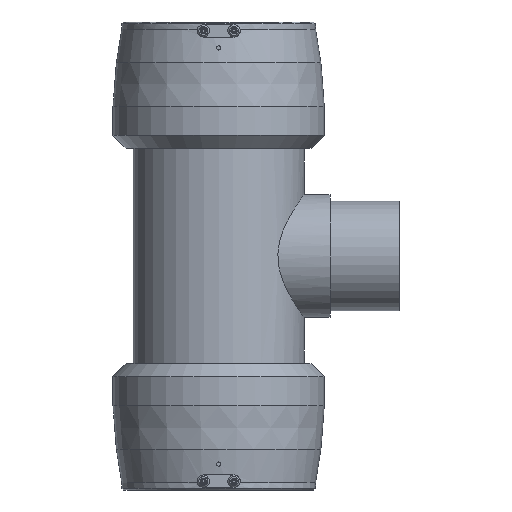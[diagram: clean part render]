
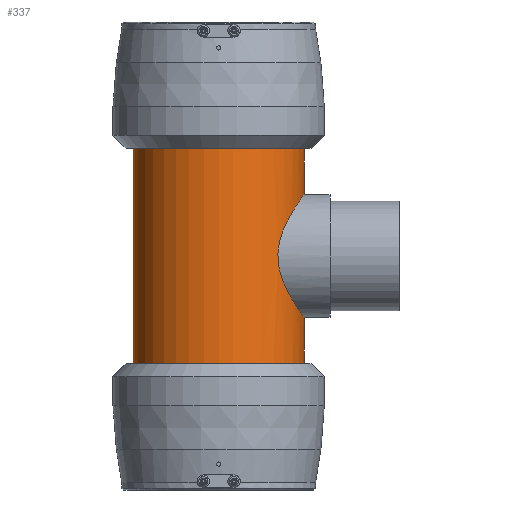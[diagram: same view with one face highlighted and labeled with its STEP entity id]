
A CAD part, front view. The second image highlights one B-rep face of the part: STEP entity #337.
In plain terms, the highlighted cylindrical face has radius 125 mm (diameter 250 mm), a partial arc.
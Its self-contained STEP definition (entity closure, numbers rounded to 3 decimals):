
#337=ADVANCED_FACE('',(#726),#727,.T.);
#726=FACE_OUTER_BOUND('',#1166,.T.);
#727=CYLINDRICAL_SURFACE('',#1167,125.0);
#1166=EDGE_LOOP('',(#2060,#2061,#2062,#2063,#2064,#2065));
#1167=AXIS2_PLACEMENT_3D('',#2066,#2067,#2068);
#2060=ORIENTED_EDGE('',*,*,#2590,.T.);
#2061=ORIENTED_EDGE('',*,*,#2778,.T.);
#2062=ORIENTED_EDGE('',*,*,#2593,.T.);
#2063=ORIENTED_EDGE('',*,*,#2779,.T.);
#2064=ORIENTED_EDGE('',*,*,#2592,.T.);
#2065=ORIENTED_EDGE('',*,*,#2704,.T.);
#2066=CARTESIAN_POINT('',(0.0,0.0,0.0));
#2067=DIRECTION('',(0.0,0.0,1.0));
#2068=DIRECTION('',(1.0,0.0,0.0));
#2590=EDGE_CURVE('',#3114,#2895,#3115,.T.);
#2592=EDGE_CURVE('',#3103,#3116,#3118,.T.);
#2593=EDGE_CURVE('',#2900,#3107,#3119,.T.);
#2704=EDGE_CURVE('',#3116,#3114,#3299,.T.);
#2778=EDGE_CURVE('',#2895,#2900,#3377,.T.);
#2779=EDGE_CURVE('',#3107,#3103,#3378,.T.);
#2895=VERTEX_POINT('',#3502);
#2900=VERTEX_POINT('',#3541);
#3103=VERTEX_POINT('',#4043);
#3107=VERTEX_POINT('',#4048);
#3114=VERTEX_POINT('',#4058);
#3115=LINE('',#4059,#4060);
#3116=VERTEX_POINT('',#4061);
#3118=LINE('',#4063,#4064);
#3119=LINE('',#4065,#4066);
#3299=CIRCLE('',#4442,125.0);
#3377=B_SPLINE_CURVE_WITH_KNOTS('',3,(#4526,#4527,#4528,#4529,#4530,#4531,#4532,#4533,#4534,#4535,#4536,#4537,#4538,#4539,#4540,#4541,#4542,#4543,#4544,#4545,#4546,#4547,#4548,#4549,#4550,#4551,#4552,#4553,#4554,#4555,#4556,#4557,#4558,#4559,#4560,#4561,#4562,#4563,#4564,#4565,#4566,#4567,#4568,#4569,#4570,#4571,#4572,#4573,#4574,#4575,#4576,#4577,#4578,#4579,#4580,#4581,#4582,#4583,#4584,#4585,#4586,#4587,#4588,#4589,#4590,#4591),.UNSPECIFIED.,.F.,.F.,(4,2,2,2,2,2,2,2,2,2,2,2,2,2,2,2,2,2,2,2,2,2,2,2,2,2,2,2,2,2,2,2,4),(142.606,151.444,160.282,169.12,177.958,186.796,195.634,204.472,213.31,222.298,231.286,240.274,249.261,258.249,267.237,276.225,285.213,294.2,303.188,312.176,321.164,330.152,339.139,348.127,357.115,365.953,374.791,383.629,392.467,401.305,410.143,418.981,427.819),.UNSPECIFIED.);
#3378=CIRCLE('',#4592,125.0);
#3502=CARTESIAN_POINT('',(125.0,0.,-90.0));
#3541=CARTESIAN_POINT('',(125.0,0.,90.0));
#4043=CARTESIAN_POINT('',(-125.0,0.,158.4));
#4048=CARTESIAN_POINT('',(125.0,0.,158.4));
#4058=CARTESIAN_POINT('',(125.0,0.,-158.4));
#4059=CARTESIAN_POINT('',(125.0,0.,0.0));
#4060=VECTOR('',#4953,1.0);
#4061=CARTESIAN_POINT('',(-125.0,0.,-158.4));
#4063=CARTESIAN_POINT('',(-125.0,0.,0.0));
#4064=VECTOR('',#4957,1.0);
#4065=CARTESIAN_POINT('',(125.0,0.,0.0));
#4066=VECTOR('',#4958,1.0);
#4442=AXIS2_PLACEMENT_3D('',#5108,#5109,#5110);
#4526=CARTESIAN_POINT('',(125.0,0.0,-90.0));
#4527=CARTESIAN_POINT('',(125.0,-2.946,-90.0));
#4528=CARTESIAN_POINT('',(124.895,-5.925,-89.855));
#4529=CARTESIAN_POINT('',(124.469,-11.89,-89.262));
#4530=CARTESIAN_POINT('',(124.148,-14.875,-88.814));
#4531=CARTESIAN_POINT('',(123.294,-20.796,-87.617));
#4532=CARTESIAN_POINT('',(122.762,-23.732,-86.867));
#4533=CARTESIAN_POINT('',(121.505,-29.501,-85.081));
#4534=CARTESIAN_POINT('',(120.78,-32.334,-84.044));
#4535=CARTESIAN_POINT('',(119.166,-37.853,-81.708));
#4536=CARTESIAN_POINT('',(118.276,-40.541,-80.407));
#4537=CARTESIAN_POINT('',(116.366,-45.734,-77.57));
#4538=CARTESIAN_POINT('',(115.347,-48.239,-76.035));
#4539=CARTESIAN_POINT('',(113.222,-53.035,-72.771));
#4540=CARTESIAN_POINT('',(112.116,-55.326,-71.042));
#4541=CARTESIAN_POINT('',(109.867,-59.667,-67.437));
#4542=CARTESIAN_POINT('',(108.724,-61.718,-65.561));
#4543=CARTESIAN_POINT('',(106.431,-65.594,-61.685));
#4544=CARTESIAN_POINT('',(105.237,-67.49,-59.609));
#4545=CARTESIAN_POINT('',(102.822,-71.115,-55.233));
#4546=CARTESIAN_POINT('',(101.601,-72.845,-52.934));
#4547=CARTESIAN_POINT('',(99.187,-76.099,-48.138));
#4548=CARTESIAN_POINT('',(97.994,-77.624,-45.642));
#4549=CARTESIAN_POINT('',(95.699,-80.437,-40.479));
#4550=CARTESIAN_POINT('',(94.596,-81.725,-37.813));
#4551=CARTESIAN_POINT('',(92.545,-84.041,-32.341));
#4552=CARTESIAN_POINT('',(91.595,-85.069,-29.533));
#4553=CARTESIAN_POINT('',(89.913,-86.846,-23.808));
#4554=CARTESIAN_POINT('',(89.18,-87.594,-20.891));
#4555=CARTESIAN_POINT('',(87.985,-88.794,-14.988));
#4556=CARTESIAN_POINT('',(87.522,-89.247,-12.002));
#4557=CARTESIAN_POINT('',(86.903,-89.85,-6.006));
#4558=CARTESIAN_POINT('',(86.747,-90.0,-2.996));
#4559=CARTESIAN_POINT('',(86.747,-90.0,2.996));
#4560=CARTESIAN_POINT('',(86.903,-89.85,6.006));
#4561=CARTESIAN_POINT('',(87.522,-89.247,12.002));
#4562=CARTESIAN_POINT('',(87.985,-88.794,14.988));
#4563=CARTESIAN_POINT('',(89.18,-87.594,20.891));
#4564=CARTESIAN_POINT('',(89.913,-86.846,23.808));
#4565=CARTESIAN_POINT('',(91.595,-85.069,29.533));
#4566=CARTESIAN_POINT('',(92.545,-84.041,32.341));
#4567=CARTESIAN_POINT('',(94.596,-81.725,37.813));
#4568=CARTESIAN_POINT('',(95.699,-80.437,40.479));
#4569=CARTESIAN_POINT('',(97.994,-77.624,45.642));
#4570=CARTESIAN_POINT('',(99.187,-76.099,48.138));
#4571=CARTESIAN_POINT('',(101.601,-72.845,52.934));
#4572=CARTESIAN_POINT('',(102.822,-71.115,55.233));
#4573=CARTESIAN_POINT('',(105.237,-67.49,59.609));
#4574=CARTESIAN_POINT('',(106.431,-65.594,61.685));
#4575=CARTESIAN_POINT('',(108.724,-61.718,65.561));
#4576=CARTESIAN_POINT('',(109.867,-59.667,67.437));
#4577=CARTESIAN_POINT('',(112.116,-55.326,71.042));
#4578=CARTESIAN_POINT('',(113.222,-53.035,72.771));
#4579=CARTESIAN_POINT('',(115.347,-48.239,76.035));
#4580=CARTESIAN_POINT('',(116.366,-45.734,77.57));
#4581=CARTESIAN_POINT('',(118.276,-40.541,80.407));
#4582=CARTESIAN_POINT('',(119.166,-37.853,81.708));
#4583=CARTESIAN_POINT('',(120.78,-32.334,84.044));
#4584=CARTESIAN_POINT('',(121.505,-29.501,85.081));
#4585=CARTESIAN_POINT('',(122.762,-23.732,86.867));
#4586=CARTESIAN_POINT('',(123.294,-20.796,87.617));
#4587=CARTESIAN_POINT('',(124.148,-14.875,88.814));
#4588=CARTESIAN_POINT('',(124.469,-11.89,89.262));
#4589=CARTESIAN_POINT('',(124.895,-5.925,89.855));
#4590=CARTESIAN_POINT('',(125.0,-2.946,90.0));
#4591=CARTESIAN_POINT('',(125.0,0.,90.0));
#4592=AXIS2_PLACEMENT_3D('',#5210,#5211,#5212);
#4953=DIRECTION('',(0.0,0.0,1.0));
#4957=DIRECTION('',(-0.0,-0.0,-1.0));
#4958=DIRECTION('',(0.0,0.0,1.0));
#5108=CARTESIAN_POINT('',(0.0,0.0,-158.4));
#5109=DIRECTION('',(0.0,0.0,1.0));
#5110=DIRECTION('',(1.0,0.0,0.0));
#5210=CARTESIAN_POINT('',(0.0,0.0,158.4));
#5211=DIRECTION('',(0.0,0.0,-1.0));
#5212=DIRECTION('',(1.0,0.0,0.0));
